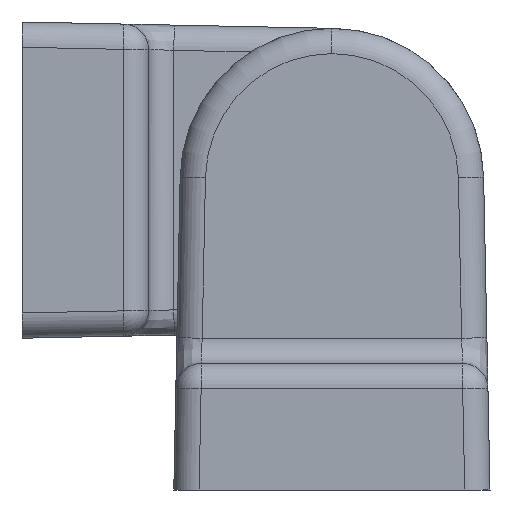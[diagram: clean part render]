
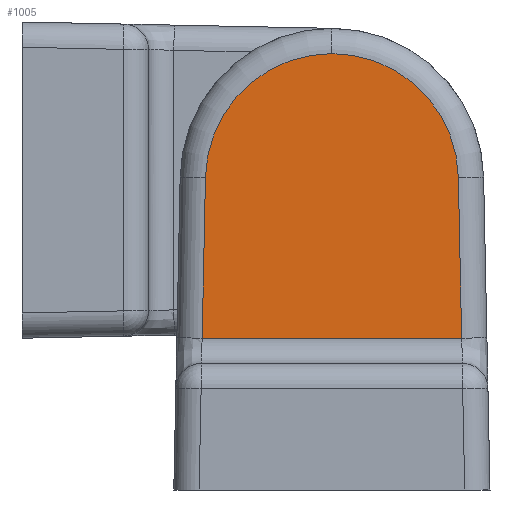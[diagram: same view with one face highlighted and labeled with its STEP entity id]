
A CAD part, front view. The second image highlights one B-rep face of the part: STEP entity #1005.
In plain terms, the highlighted planar face has unit normal (0, -1, 0).
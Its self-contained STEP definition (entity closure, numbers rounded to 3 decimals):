
#167 = PLANE ( 'NONE',  #2333 ) ;
#168 = CARTESIAN_POINT ( 'NONE',  ( -12.5, -51., 12. ) ) ;
#169 = DIRECTION ( 'NONE',  ( 0., 1., 0. ) ) ;
#170 = DIRECTION ( 'NONE',  ( 0., 0., 1. ) ) ;
#297 = CARTESIAN_POINT ( 'NONE',  ( 10.256, -51., -12.5 ) ) ;
#301 = CARTESIAN_POINT ( 'NONE',  ( 9.998, -51., 0.203 ) ) ;
#315 = CARTESIAN_POINT ( 'NONE',  ( -10.256, -51., -12.5 ) ) ;
#331 = CARTESIAN_POINT ( 'NONE',  ( 0., -51., 0. ) ) ;
#332 = DIRECTION ( 'NONE',  ( 0., -1., 0. ) ) ;
#333 = DIRECTION ( 'NONE',  ( 0., 0., 1. ) ) ;
#343 = LINE ( 'NONE', #344, #2205 ) ;
#344 = CARTESIAN_POINT ( 'NONE',  ( 9.749, -51., 12.452 ) ) ;
#345 = DIRECTION ( 'NONE',  ( -0.02, 0., 1. ) ) ;
#391 = LINE ( 'NONE', #392, #2217 ) ;
#392 = CARTESIAN_POINT ( 'NONE',  ( 12.297, -51., -12.5 ) ) ;
#393 = DIRECTION ( 'NONE',  ( 1., 0., 0. ) ) ;
#401 = LINE ( 'NONE', #402, #2221 ) ;
#402 = CARTESIAN_POINT ( 'NONE',  ( -9.76, -51., 11.944 ) ) ;
#403 = DIRECTION ( 'NONE',  ( -0.02, 0., -1. ) ) ;
#492 = CARTESIAN_POINT ( 'NONE',  ( 0., -51., 0. ) ) ;
#493 = DIRECTION ( 'NONE',  ( 0., -1., 0. ) ) ;
#494 = DIRECTION ( 'NONE',  ( 0., 0., 1. ) ) ;
#1005 = ADVANCED_FACE ( 'NONE', ( #2335 ), #167, .F. ) ;
#1498 = CARTESIAN_POINT ( 'NONE',  ( -9.998, -51., 0.203 ) ) ;
#1532 = CARTESIAN_POINT ( 'NONE',  ( 0., -51., 10. ) ) ;
#1677 = VERTEX_POINT ( 'NONE', #297 ) ;
#1681 = VERTEX_POINT ( 'NONE', #301 ) ;
#1695 = VERTEX_POINT ( 'NONE', #315 ) ;
#1755 = EDGE_LOOP ( 'NONE', ( #2559, #2563, #2561, #2565, #2564 ) ) ;
#1889 = EDGE_CURVE ( 'NONE', #1681, #2647, #2700, .T. ) ;
#1893 = EDGE_CURVE ( 'NONE', #1677, #1681, #343, .T. ) ;
#1900 = EDGE_CURVE ( 'NONE', #1695, #1677, #391, .T. ) ;
#1903 = EDGE_CURVE ( 'NONE', #2611, #1695, #401, .T. ) ;
#2095 = EDGE_CURVE ( 'NONE', #2647, #2611, #2711, .T. ) ;
#2205 = VECTOR ( 'NONE', #345, 1000. ) ;
#2217 = VECTOR ( 'NONE', #393, 1000. ) ;
#2221 = VECTOR ( 'NONE', #403, 1000. ) ;
#2250 = AXIS2_PLACEMENT_3D ( 'NONE', #492, #493, #494 ) ;
#2333 = AXIS2_PLACEMENT_3D ( 'NONE', #168, #169, #170 ) ;
#2335 = FACE_OUTER_BOUND ( 'NONE', #1755, .T. ) ;
#2385 = AXIS2_PLACEMENT_3D ( 'NONE', #331, #332, #333 ) ;
#2559 = ORIENTED_EDGE ( 'NONE', *, *, #1889, .T. ) ;
#2561 = ORIENTED_EDGE ( 'NONE', *, *, #1903, .T. ) ;
#2563 = ORIENTED_EDGE ( 'NONE', *, *, #2095, .T. ) ;
#2564 = ORIENTED_EDGE ( 'NONE', *, *, #1893, .T. ) ;
#2565 = ORIENTED_EDGE ( 'NONE', *, *, #1900, .T. ) ;
#2611 = VERTEX_POINT ( 'NONE', #1498 ) ;
#2647 = VERTEX_POINT ( 'NONE', #1532 ) ;
#2700 = CIRCLE ( 'NONE', #2385, 10. ) ;
#2711 = CIRCLE ( 'NONE', #2250, 10. ) ;
